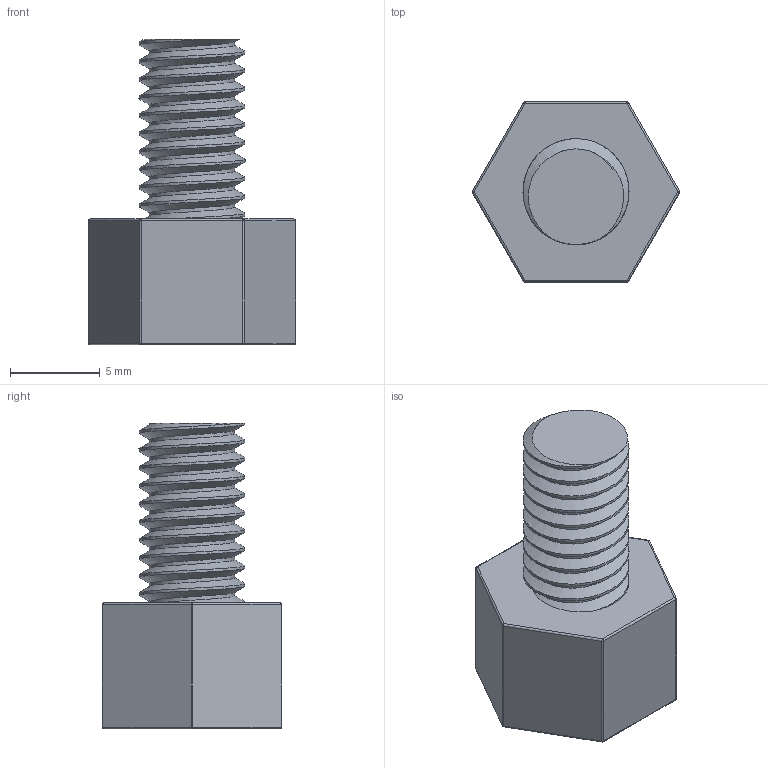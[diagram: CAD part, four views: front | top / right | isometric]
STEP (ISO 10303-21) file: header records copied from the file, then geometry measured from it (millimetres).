
FILE_DESCRIPTION(/* description */ (''),/* implementation_level */ '2;1');
FILE_NAME(/* name */ 'Screw M6.step',/* time_stamp */ '2024-09-20T11:27:12+02:00',/* author */ (''),/* organization */ (''),/* preprocessor_version */ 'ST-DEVELOPER v20',/* originating_system */ 'Autodesk Translation Framework v13.14.0.145',/* authorisation */ '');
FILE_SCHEMA (('AUTOMOTIVE_DESIGN { 1 0 10303 214 3 1 1 }'));
Length unit declared in the file: millimetre
Products named in the file (1): Screw M6
Bounding box: 11.52 x 10 x 17 mm (x, y, z)
Volume: 696 mm3; surface area: 845.3 mm2
Topology: 1 solids, 1 shells, 79 faces, 189 edges, 114 vertices
Faces by surface type: cylinder 53, sphere 12, plane 10, bspline 4
Full cylindrical faces by diameter (mm): 4.744 x3, 5.035 x2, 5.884 x6, 6.147 x1
Entity records: 4672 total; most frequent: CARTESIAN_POINT 2944, ORIENTED_EDGE 378, DIRECTION 307, EDGE_CURVE 189, AXIS2_PLACEMENT_3D 120, VERTEX_POINT 114, EDGE_LOOP 81, FACE_OUTER_BOUND 79
